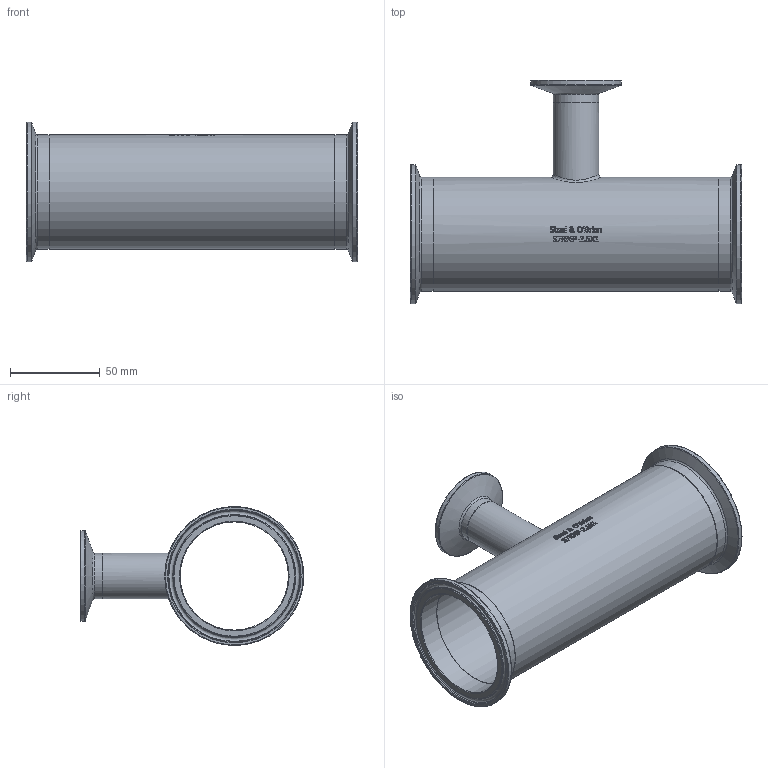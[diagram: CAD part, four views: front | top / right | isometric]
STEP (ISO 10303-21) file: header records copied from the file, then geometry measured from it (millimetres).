
FILE_DESCRIPTION(/* description */ (''),/* implementation_level */ '2;1');
FILE_NAME(/* name */ 'S7RMP-2.5X1.stp',/* time_stamp */ '2018-11-29T15:47:27-05:00',/* author */ ('ken'),/* organization */ (''),/* preprocessor_version */ 'ST-DEVELOPER v15.2',/* originating_system */ 'Autodesk Inventor 2014',/* authorisation */ '');
FILE_SCHEMA (('AUTOMOTIVE_DESIGN { 1 0 10303 214 3 1 1 }'));
Length unit declared in the file: inch
Products named in the file (1): S7RMP-25X1
Bounding box: 184.15 x 124.42 x 77.39 mm (x, y, z)
Volume: 83003.9 mm3; surface area: 89076.9 mm2
Topology: 1 solids, 1 shells, 438 faces, 1141 edges, 749 vertices
Faces by surface type: plane 178, bspline 176, cylinder 48, torus 27, cone 9
Full cylindrical faces by diameter (mm): 22.098 x2, 25.4 x2, 50.394 x1, 60.198 x3, 63.5 x3, 77.394 x2
Entity records: 16583 total; most frequent: CARTESIAN_POINT 6916, ORIENTED_EDGE 2174, DIRECTION 1495, EDGE_CURVE 1087, VERTEX_POINT 745, EDGE_LOOP 536, LINE 499, VECTOR 499
